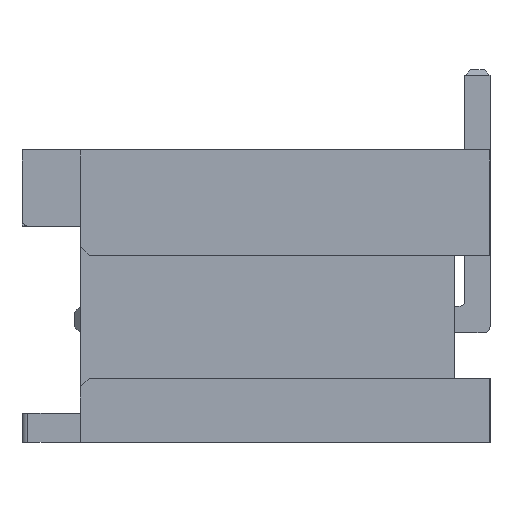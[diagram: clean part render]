
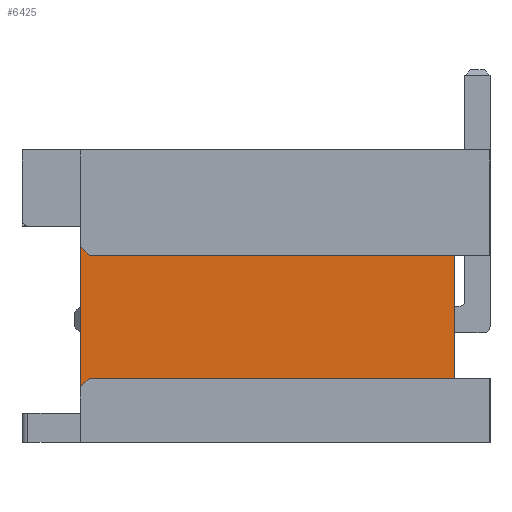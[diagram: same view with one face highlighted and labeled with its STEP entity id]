
A CAD part, left-side view. The second image highlights one B-rep face of the part: STEP entity #6425.
In plain terms, the highlighted planar face has unit normal (-1, 0, 0).
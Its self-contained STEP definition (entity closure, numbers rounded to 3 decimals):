
#274 = CARTESIAN_POINT ( 'NONE',  ( 0., 7.4, 0. ) ) ;
#423 = CARTESIAN_POINT ( 'NONE',  ( 0., 0., -4.5 ) ) ;
#773 = DIRECTION ( 'NONE',  ( 1., 0., 0. ) ) ;
#1000 = VECTOR ( 'NONE', #1720, 1000. ) ;
#1063 = DIRECTION ( 'NONE',  ( 0., 1., 0. ) ) ;
#1247 = LINE ( 'NONE', #1785, #1000 ) ;
#1375 = ORIENTED_EDGE ( 'NONE', *, *, #6409, .F. ) ;
#1626 = VERTEX_POINT ( 'NONE', #5517 ) ;
#1657 = ORIENTED_EDGE ( 'NONE', *, *, #2422, .T. ) ;
#1720 = DIRECTION ( 'NONE',  ( 0., 0., 1. ) ) ;
#1785 = CARTESIAN_POINT ( 'NONE',  ( 0., 0., 0. ) ) ;
#2023 = CARTESIAN_POINT ( 'NONE',  ( 0., 6.4, -4.5 ) ) ;
#2043 = ORIENTED_EDGE ( 'NONE', *, *, #6815, .T. ) ;
#2145 = EDGE_CURVE ( 'NONE', #3889, #1626, #4995, .T. ) ;
#2189 = CARTESIAN_POINT ( 'NONE',  ( 0., 7.4, -1.3 ) ) ;
#2422 = EDGE_CURVE ( 'NONE', #6047, #4521, #1247, .T. ) ;
#2520 = LINE ( 'NONE', #5548, #2863 ) ;
#2691 = VECTOR ( 'NONE', #1063, 1000. ) ;
#2863 = VECTOR ( 'NONE', #5066, 1000. ) ;
#2896 = DIRECTION ( 'NONE',  ( 0., 0., -1. ) ) ;
#3565 = ORIENTED_EDGE ( 'NONE', *, *, #2145, .F. ) ;
#3691 = CARTESIAN_POINT ( 'NONE',  ( 0., 0., -1.3 ) ) ;
#3889 = VERTEX_POINT ( 'NONE', #4140 ) ;
#4140 = CARTESIAN_POINT ( 'NONE',  ( 0., 6.4, -4.5 ) ) ;
#4336 = LINE ( 'NONE', #2189, #2691 ) ;
#4521 = VERTEX_POINT ( 'NONE', #3691 ) ;
#4995 = LINE ( 'NONE', #2023, #5996 ) ;
#5066 = DIRECTION ( 'NONE',  ( 0., 1., 0. ) ) ;
#5132 = AXIS2_PLACEMENT_3D ( 'NONE', #274, #773, #2896 ) ;
#5511 = FACE_OUTER_BOUND ( 'NONE', #6443, .T. ) ;
#5517 = CARTESIAN_POINT ( 'NONE',  ( 0., 6.4, -1.3 ) ) ;
#5548 = CARTESIAN_POINT ( 'NONE',  ( 0., -0.6, -4.5 ) ) ;
#5996 = VECTOR ( 'NONE', #6830, 1000. ) ;
#6047 = VERTEX_POINT ( 'NONE', #423 ) ;
#6077 = PLANE ( 'NONE',  #5132 ) ;
#6409 = EDGE_CURVE ( 'NONE', #6047, #3889, #2520, .T. ) ;
#6425 = ADVANCED_FACE ( 'NONE', ( #5511 ), #6077, .F. ) ;
#6443 = EDGE_LOOP ( 'NONE', ( #1375, #1657, #2043, #3565 ) ) ;
#6815 = EDGE_CURVE ( 'NONE', #4521, #1626, #4336, .T. ) ;
#6830 = DIRECTION ( 'NONE',  ( 0., 0., 1. ) ) ;
